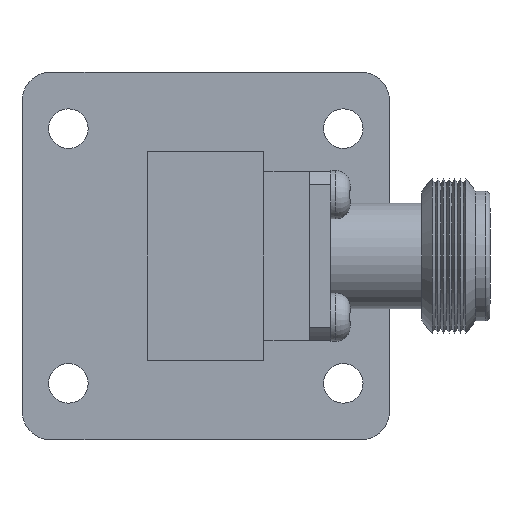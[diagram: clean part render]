
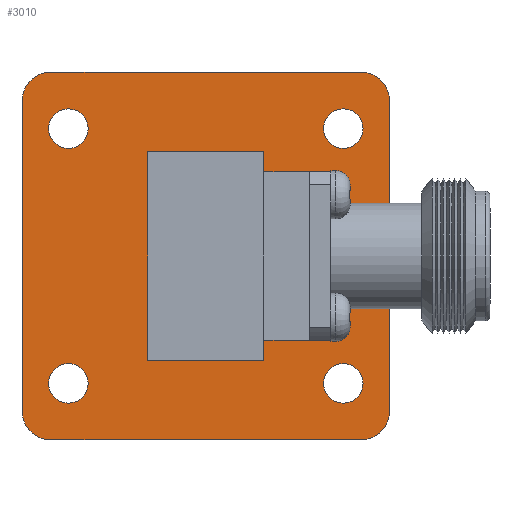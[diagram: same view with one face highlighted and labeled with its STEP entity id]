
A CAD part, left-side view. The second image highlights one B-rep face of the part: STEP entity #3010.
In plain terms, the highlighted planar face has unit normal (-1, 0, 0).
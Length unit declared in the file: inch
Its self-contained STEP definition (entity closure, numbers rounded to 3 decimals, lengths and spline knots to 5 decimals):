
#30 = CARTESIAN_POINT ( 'NONE',  ( -0.19685, 0.56154, -0.60122 ) ) ;
#33 = CIRCLE ( 'NONE', #130, 0.11811 ) ;
#35 = ORIENTED_EDGE ( 'NONE', *, *, #51, .F. ) ;
#51 = EDGE_CURVE ( 'NONE', #4410, #1255, #1233, .T. ) ;
#80 = VECTOR ( 'NONE', #615, 39.37008 ) ;
#120 = AXIS2_PLACEMENT_3D ( 'NONE', #3826, #1730, #4162 ) ;
#130 = AXIS2_PLACEMENT_3D ( 'NONE', #4533, #2120, #4186 ) ;
#145 = ORIENTED_EDGE ( 'NONE', *, *, #2066, .F. ) ;
#176 = VECTOR ( 'NONE', #3326, 39.37008 ) ;
#270 = CARTESIAN_POINT ( 'NONE',  ( -0.19685, 0.75093, 0.63282 ) ) ;
#300 = EDGE_CURVE ( 'NONE', #1853, #3504, #1624, .T. ) ;
#304 = VECTOR ( 'NONE', #2312, 39.37008 ) ;
#317 = CARTESIAN_POINT ( 'NONE',  ( -0.19685, -0.75093, -0.63282 ) ) ;
#350 = CARTESIAN_POINT ( 'NONE',  ( -0.19685, -0.56154, -0.52046 ) ) ;
#364 = DIRECTION ( 'NONE',  ( 0., -1., 0. ) ) ;
#380 = EDGE_CURVE ( 'NONE', #3504, #3765, #4193, .T. ) ;
#406 = CARTESIAN_POINT ( 'NONE',  ( -0.19685, -0.63282, 0.63282 ) ) ;
#411 = CARTESIAN_POINT ( 'NONE',  ( -0.19685, -0.23756, 0.42553 ) ) ;
#468 = ORIENTED_EDGE ( 'NONE', *, *, #512, .F. ) ;
#480 = ORIENTED_EDGE ( 'NONE', *, *, #300, .F. ) ;
#494 = FACE_OUTER_BOUND ( 'NONE', #4312, .T. ) ;
#512 = EDGE_CURVE ( 'NONE', #3846, #4259, #33, .T. ) ;
#559 = ORIENTED_EDGE ( 'NONE', *, *, #1171, .T. ) ;
#592 = DIRECTION ( 'NONE',  ( 1., 0., 0. ) ) ;
#593 = EDGE_CURVE ( 'NONE', #1255, #4408, #622, .T. ) ;
#615 = DIRECTION ( 'NONE',  ( 0., 0., 1. ) ) ;
#622 = CIRCLE ( 'NONE', #3194, 0.11811 ) ;
#708 = DIRECTION ( 'NONE',  ( 0., 0., -1. ) ) ;
#712 = EDGE_CURVE ( 'NONE', #3765, #1441, #3817, .T. ) ;
#722 = CIRCLE ( 'NONE', #2921, 0.11811 ) ;
#733 = CARTESIAN_POINT ( 'NONE',  ( -0.19685, -0.56154, -0.60122 ) ) ;
#770 = DIRECTION ( 'NONE',  ( 0., 0., 1. ) ) ;
#796 = VECTOR ( 'NONE', #1293, 39.37008 ) ;
#826 = ORIENTED_EDGE ( 'NONE', *, *, #380, .F. ) ;
#899 = VECTOR ( 'NONE', #2156, 39.37008 ) ;
#900 = CARTESIAN_POINT ( 'NONE',  ( -0.19685, 0.63282, 0.63282 ) ) ;
#928 = EDGE_LOOP ( 'NONE', ( #1576 ) ) ;
#1015 = LINE ( 'NONE', #3673, #176 ) ;
#1021 = VECTOR ( 'NONE', #364, 39.37008 ) ;
#1022 = EDGE_CURVE ( 'NONE', #4259, #3313, #2891, .T. ) ;
#1088 = CARTESIAN_POINT ( 'NONE',  ( -0.19685, 0.56154, 0.43969 ) ) ;
#1167 = EDGE_LOOP ( 'NONE', ( #2485, #826, #480, #3660 ) ) ;
#1171 = EDGE_CURVE ( 'NONE', #3319, #3319, #4390, .T. ) ;
#1228 = VERTEX_POINT ( 'NONE', #1088 ) ;
#1233 = LINE ( 'NONE', #2296, #304 ) ;
#1251 = VERTEX_POINT ( 'NONE', #2783 ) ;
#1255 = VERTEX_POINT ( 'NONE', #317 ) ;
#1275 = CARTESIAN_POINT ( 'NONE',  ( -0.19685, 0.23756, 0.42553 ) ) ;
#1293 = DIRECTION ( 'NONE',  ( 0., 1., 0. ) ) ;
#1441 = VERTEX_POINT ( 'NONE', #1493 ) ;
#1450 = FACE_BOUND ( 'NONE', #2694, .T. ) ;
#1483 = ORIENTED_EDGE ( 'NONE', *, *, #3382, .F. ) ;
#1493 = CARTESIAN_POINT ( 'NONE',  ( -0.19685, -0.23756, -0.42553 ) ) ;
#1529 = AXIS2_PLACEMENT_3D ( 'NONE', #350, #2815, #708 ) ;
#1546 = FACE_BOUND ( 'NONE', #1748, .T. ) ;
#1576 = ORIENTED_EDGE ( 'NONE', *, *, #2091, .T. ) ;
#1609 = AXIS2_PLACEMENT_3D ( 'NONE', #3465, #2103, #4510 ) ;
#1624 = LINE ( 'NONE', #1275, #796 ) ;
#1630 = EDGE_CURVE ( 'NONE', #1251, #2581, #1015, .T. ) ;
#1635 = ORIENTED_EDGE ( 'NONE', *, *, #1022, .F. ) ;
#1685 = CARTESIAN_POINT ( 'NONE',  ( -0.19685, 0.23756, -0.42553 ) ) ;
#1730 = DIRECTION ( 'NONE',  ( 1., 0., 0. ) ) ;
#1748 = EDGE_LOOP ( 'NONE', ( #4269 ) ) ;
#1786 = CARTESIAN_POINT ( 'NONE',  ( -0.19685, 0.63282, -0.75093 ) ) ;
#1849 = LINE ( 'NONE', #1786, #899 ) ;
#1853 = VERTEX_POINT ( 'NONE', #411 ) ;
#1988 = CARTESIAN_POINT ( 'NONE',  ( -0.19685, -0.23756, 0.42553 ) ) ;
#2061 = DIRECTION ( 'NONE',  ( 1., 0., 0. ) ) ;
#2066 = EDGE_CURVE ( 'NONE', #3313, #1251, #3415, .T. ) ;
#2085 = PLANE ( 'NONE',  #1609 ) ;
#2091 = EDGE_CURVE ( 'NONE', #2293, #2293, #4231, .T. ) ;
#2103 = DIRECTION ( 'NONE',  ( -1., 0., 0. ) ) ;
#2120 = DIRECTION ( 'NONE',  ( 1., 0., 0. ) ) ;
#2156 = DIRECTION ( 'NONE',  ( 0., 1., 0. ) ) ;
#2174 = EDGE_CURVE ( 'NONE', #3107, #3107, #2402, .T. ) ;
#2293 = VERTEX_POINT ( 'NONE', #30 ) ;
#2296 = CARTESIAN_POINT ( 'NONE',  ( -0.19685, -0.75093, -0.63282 ) ) ;
#2308 = AXIS2_PLACEMENT_3D ( 'NONE', #2713, #592, #3064 ) ;
#2312 = DIRECTION ( 'NONE',  ( 0., 0., -1. ) ) ;
#2343 = DIRECTION ( 'NONE',  ( 0., 0., 1. ) ) ;
#2399 = CARTESIAN_POINT ( 'NONE',  ( -0.19685, -0.75093, 0.63282 ) ) ;
#2400 = FACE_BOUND ( 'NONE', #4428, .T. ) ;
#2402 = CIRCLE ( 'NONE', #1529, 0.08076 ) ;
#2454 = CARTESIAN_POINT ( 'NONE',  ( -0.19685, 0.75093, 0.63282 ) ) ;
#2485 = ORIENTED_EDGE ( 'NONE', *, *, #712, .F. ) ;
#2497 = EDGE_CURVE ( 'NONE', #1228, #1228, #3303, .T. ) ;
#2500 = ORIENTED_EDGE ( 'NONE', *, *, #4267, .F. ) ;
#2581 = VERTEX_POINT ( 'NONE', #3421 ) ;
#2597 = ORIENTED_EDGE ( 'NONE', *, *, #1630, .F. ) ;
#2656 = CARTESIAN_POINT ( 'NONE',  ( -0.19685, 0.23756, 0.42553 ) ) ;
#2694 = EDGE_LOOP ( 'NONE', ( #3944 ) ) ;
#2713 = CARTESIAN_POINT ( 'NONE',  ( -0.19685, 0.56154, 0.52046 ) ) ;
#2763 = DIRECTION ( 'NONE',  ( 1., 0., 0. ) ) ;
#2783 = CARTESIAN_POINT ( 'NONE',  ( -0.19685, 0.63282, 0.75093 ) ) ;
#2815 = DIRECTION ( 'NONE',  ( 1., 0., 0. ) ) ;
#2823 = VECTOR ( 'NONE', #2343, 39.37008 ) ;
#2856 = EDGE_CURVE ( 'NONE', #1441, #1853, #3746, .T. ) ;
#2868 = AXIS2_PLACEMENT_3D ( 'NONE', #3327, #2763, #4362 ) ;
#2876 = DIRECTION ( 'NONE',  ( 1., 0., 0. ) ) ;
#2891 = LINE ( 'NONE', #270, #80 ) ;
#2913 = CARTESIAN_POINT ( 'NONE',  ( -0.19685, 0.23756, -0.42553 ) ) ;
#2921 = AXIS2_PLACEMENT_3D ( 'NONE', #406, #2876, #770 ) ;
#3010 = ADVANCED_FACE ( 'NONE', ( #1546, #2400, #1450, #3302, #494, #4119 ), #2085, .T. ) ;
#3064 = DIRECTION ( 'NONE',  ( 0., 0., -1. ) ) ;
#3107 = VERTEX_POINT ( 'NONE', #733 ) ;
#3194 = AXIS2_PLACEMENT_3D ( 'NONE', #4468, #2061, #4123 ) ;
#3242 = CARTESIAN_POINT ( 'NONE',  ( -0.19685, 0.23756, 0.42553 ) ) ;
#3302 = FACE_BOUND ( 'NONE', #928, .T. ) ;
#3303 = CIRCLE ( 'NONE', #2308, 0.08076 ) ;
#3313 = VERTEX_POINT ( 'NONE', #2454 ) ;
#3319 = VERTEX_POINT ( 'NONE', #3521 ) ;
#3326 = DIRECTION ( 'NONE',  ( 0., -1., 0. ) ) ;
#3327 = CARTESIAN_POINT ( 'NONE',  ( -0.19685, -0.56154, 0.52046 ) ) ;
#3382 = EDGE_CURVE ( 'NONE', #2581, #4410, #722, .T. ) ;
#3415 = CIRCLE ( 'NONE', #3970, 0.11811 ) ;
#3421 = CARTESIAN_POINT ( 'NONE',  ( -0.19685, -0.63282, 0.75093 ) ) ;
#3465 = CARTESIAN_POINT ( 'NONE',  ( -0.19685, -0.63282, -0.63282 ) ) ;
#3504 = VERTEX_POINT ( 'NONE', #2656 ) ;
#3521 = CARTESIAN_POINT ( 'NONE',  ( -0.19685, -0.56154, 0.43969 ) ) ;
#3624 = CARTESIAN_POINT ( 'NONE',  ( -0.19685, 0.63282, -0.75093 ) ) ;
#3660 = ORIENTED_EDGE ( 'NONE', *, *, #2856, .F. ) ;
#3673 = CARTESIAN_POINT ( 'NONE',  ( -0.19685, -0.63282, 0.75093 ) ) ;
#3746 = LINE ( 'NONE', #1988, #2823 ) ;
#3754 = DIRECTION ( 'NONE',  ( 1., 0., 0. ) ) ;
#3765 = VERTEX_POINT ( 'NONE', #2913 ) ;
#3784 = ORIENTED_EDGE ( 'NONE', *, *, #593, .F. ) ;
#3808 = DIRECTION ( 'NONE',  ( 0., 0., 1. ) ) ;
#3817 = LINE ( 'NONE', #1685, #1021 ) ;
#3826 = CARTESIAN_POINT ( 'NONE',  ( -0.19685, 0.56154, -0.52046 ) ) ;
#3846 = VERTEX_POINT ( 'NONE', #3624 ) ;
#3878 = CARTESIAN_POINT ( 'NONE',  ( -0.19685, 0.75093, -0.63282 ) ) ;
#3933 = DIRECTION ( 'NONE',  ( 0., 0., -1. ) ) ;
#3944 = ORIENTED_EDGE ( 'NONE', *, *, #2174, .T. ) ;
#3970 = AXIS2_PLACEMENT_3D ( 'NONE', #900, #3754, #3808 ) ;
#4087 = VECTOR ( 'NONE', #3933, 39.37008 ) ;
#4119 = FACE_BOUND ( 'NONE', #1167, .T. ) ;
#4123 = DIRECTION ( 'NONE',  ( 0., 0., 1. ) ) ;
#4162 = DIRECTION ( 'NONE',  ( 0., 0., -1. ) ) ;
#4186 = DIRECTION ( 'NONE',  ( 0., 0., 1. ) ) ;
#4193 = LINE ( 'NONE', #3242, #4087 ) ;
#4231 = CIRCLE ( 'NONE', #120, 0.08076 ) ;
#4259 = VERTEX_POINT ( 'NONE', #3878 ) ;
#4267 = EDGE_CURVE ( 'NONE', #4408, #3846, #1849, .T. ) ;
#4269 = ORIENTED_EDGE ( 'NONE', *, *, #2497, .T. ) ;
#4312 = EDGE_LOOP ( 'NONE', ( #3784, #35, #1483, #2597, #145, #1635, #468, #2500 ) ) ;
#4362 = DIRECTION ( 'NONE',  ( 0., 0., -1. ) ) ;
#4390 = CIRCLE ( 'NONE', #2868, 0.08076 ) ;
#4408 = VERTEX_POINT ( 'NONE', #4457 ) ;
#4410 = VERTEX_POINT ( 'NONE', #2399 ) ;
#4428 = EDGE_LOOP ( 'NONE', ( #559 ) ) ;
#4457 = CARTESIAN_POINT ( 'NONE',  ( -0.19685, -0.63282, -0.75093 ) ) ;
#4468 = CARTESIAN_POINT ( 'NONE',  ( -0.19685, -0.63282, -0.63282 ) ) ;
#4510 = DIRECTION ( 'NONE',  ( 0., 0., 1. ) ) ;
#4533 = CARTESIAN_POINT ( 'NONE',  ( -0.19685, 0.63282, -0.63282 ) ) ;
